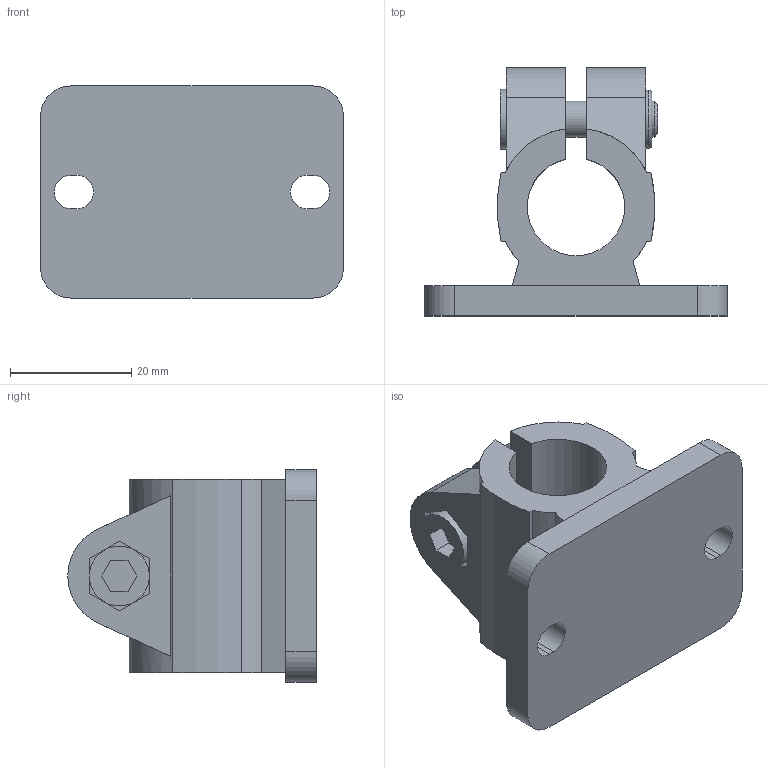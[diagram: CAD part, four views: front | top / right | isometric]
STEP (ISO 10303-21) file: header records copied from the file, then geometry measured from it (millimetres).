
FILE_DESCRIPTION( ( 'STEP AP214' ), '1' );
FILE_NAME( 'K0479.516.stp', '2020-12-08T09:55:21', ( '' ), ( '' ), ' ', 'PARTsolutions', ' ' );
FILE_SCHEMA( ( 'AUTOMOTIVE_DESIGN { 1 0 10303 214 1 1 1 1 }' ) );
Length unit declared in the file: millimetre
Products named in the file (1): _K0479.516
Bounding box: 50 x 41 x 35 mm (x, y, z)
Volume: 23152 mm3; surface area: 10341.9 mm2
Topology: 1 solids, 7 shells, 109 faces, 251 edges, 165 vertices
Faces by surface type: plane 70, cylinder 24, cone 13, torus 2
Full cylindrical faces by diameter (mm): 6 x2, 6.5 x2, 9 x1, 9.6 x1, 9.9 x1
Entity records: 3980 total; most frequent: CARTESIAN_POINT 655, DIRECTION 498, ORIENTED_EDGE 476, EDGE_CURVE 238, AXIS2_PLACEMENT_3D 175, VERTEX_POINT 162, LINE 148, VECTOR 148
